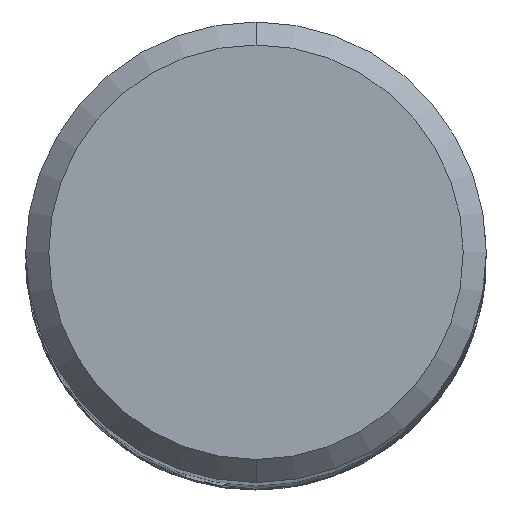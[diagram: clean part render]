
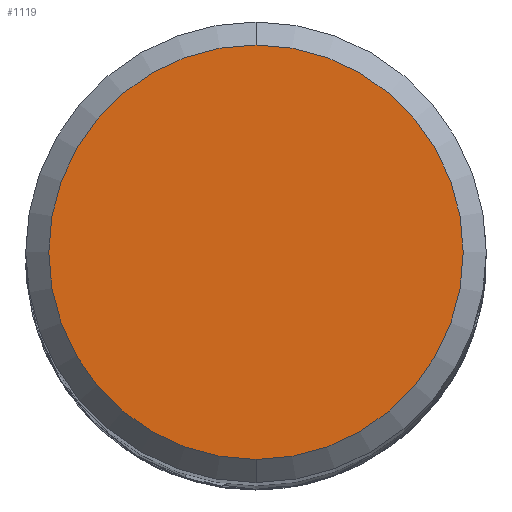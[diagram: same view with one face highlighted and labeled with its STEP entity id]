
A CAD part, top view. The second image highlights one B-rep face of the part: STEP entity #1119.
In plain terms, the highlighted planar face has unit normal (0, 0, 1).
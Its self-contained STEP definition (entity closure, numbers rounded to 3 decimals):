
#993=VERTEX_POINT('',#2144);
#1117=EDGE_CURVE('',#993,#1485,#2280,.T.);
#1119=ADVANCED_FACE('',(#2282),#2283,.T.);
#1485=VERTEX_POINT('',#2681);
#1669=EDGE_CURVE('',#1485,#993,#2879,.T.);
#2144=CARTESIAN_POINT('',(0.,-4.5,0.0));
#2280=CIRCLE('',#10168,4.5);
#2282=FACE_OUTER_BOUND('',#10170,.T.);
#2283=PLANE('',#10171);
#2681=CARTESIAN_POINT('',(0.0,4.5,0.0));
#2879=CIRCLE('',#16371,4.5);
#10168=AXIS2_PLACEMENT_3D('',#16989,#16990,#16991);
#10170=EDGE_LOOP('',(#16993,#16994));
#10171=AXIS2_PLACEMENT_3D('',#16995,#16996,#16997);
#16371=AXIS2_PLACEMENT_3D('',#17574,#17575,#17576);
#16989=CARTESIAN_POINT('',(0.0,0.0,0.0));
#16990=DIRECTION('',(0.0,0.0,-1.0));
#16991=DIRECTION('',(0.0,1.0,0.0));
#16993=ORIENTED_EDGE('',*,*,#1669,.F.);
#16994=ORIENTED_EDGE('',*,*,#1117,.F.);
#16995=CARTESIAN_POINT('',(0.0,2.25,0.0));
#16996=DIRECTION('',(-0.0,0.0,1.0));
#16997=DIRECTION('',(0.0,-1.0,0.0));
#17574=CARTESIAN_POINT('',(0.0,0.0,0.0));
#17575=DIRECTION('',(0.0,0.0,-1.0));
#17576=DIRECTION('',(0.0,1.0,0.0));
